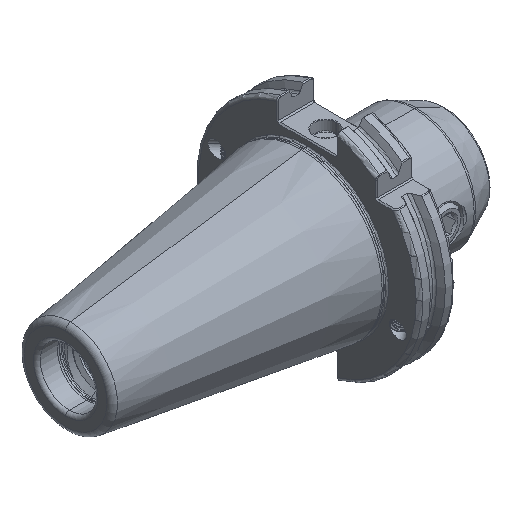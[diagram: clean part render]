
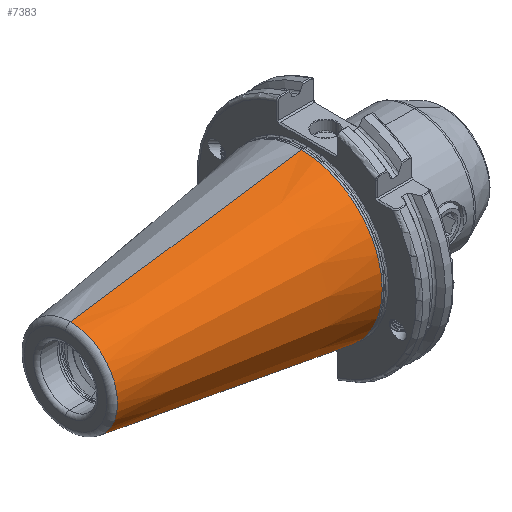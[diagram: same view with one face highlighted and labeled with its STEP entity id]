
A CAD part, isometric view. The second image highlights one B-rep face of the part: STEP entity #7383.
In plain terms, the highlighted conical face has half-angle 8.297 degrees and reference radius 35.392 mm.
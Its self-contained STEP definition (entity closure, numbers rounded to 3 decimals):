
#1951 = AXIS2_PLACEMENT_3D ( 'NONE', #29407, #29415, #29408 ) ;
#1991 = AXIS2_PLACEMENT_3D ( 'NONE', #22605, #22607, #22638 ) ;
#2069 = AXIS2_PLACEMENT_3D ( 'NONE', #19094, #19099, #19021 ) ;
#2089 = AXIS2_PLACEMENT_3D ( 'NONE', #19302, #19245, #19251 ) ;
#7383 = ADVANCED_FACE ( 'NONE', ( #20688 ), #20660, .T. ) ;
#14263 = CIRCLE ( 'NONE', #2069, 20.399 ) ;
#14289 = CIRCLE ( 'NONE', #2089, 35.027 ) ;
#14565 = VECTOR ( 'NONE', #21609, 1000. ) ;
#14597 = LINE ( 'NONE', #21647, #14565 ) ;
#17539 = CARTESIAN_POINT ( 'NONE',  ( -102.811, 0., -20.399 ) ) ;
#17542 = CARTESIAN_POINT ( 'NONE',  ( -2.5, 0., 35.027 ) ) ;
#17588 = CARTESIAN_POINT ( 'NONE',  ( -2.5, 0., -35.027 ) ) ;
#17618 = CARTESIAN_POINT ( 'NONE',  ( -102.811, 0., 20.399 ) ) ;
#17641 = CARTESIAN_POINT ( 'NONE',  ( -2.5, -35.027, 0. ) ) ;
#19021 = DIRECTION ( 'NONE',  ( 0., 0., 1. ) ) ;
#19094 = CARTESIAN_POINT ( 'NONE',  ( -102.811, 0., 0. ) ) ;
#19099 = DIRECTION ( 'NONE',  ( 1., 0., 0. ) ) ;
#19245 = DIRECTION ( 'NONE',  ( 1., 0., 0. ) ) ;
#19251 = DIRECTION ( 'NONE',  ( 0., 1., 0. ) ) ;
#19302 = CARTESIAN_POINT ( 'NONE',  ( -2.5, 0., 0. ) ) ;
#20660 = CONICAL_SURFACE ( 'NONE', #1951, 35.392, 0.145 ) ;
#20688 = FACE_OUTER_BOUND ( 'NONE', #27897, .T. ) ;
#20751 = LINE ( 'NONE', #22009, #20752 ) ;
#20752 = VECTOR ( 'NONE', #22031, 1000. ) ;
#20767 = CIRCLE ( 'NONE', #1991, 35.027 ) ;
#21609 = DIRECTION ( 'NONE',  ( 0.99, 0., -0.144 ) ) ;
#21647 = CARTESIAN_POINT ( 'NONE',  ( 0., 0., -35.392 ) ) ;
#22009 = CARTESIAN_POINT ( 'NONE',  ( 0., 0., 35.392 ) ) ;
#22031 = DIRECTION ( 'NONE',  ( 0.99, 0., 0.144 ) ) ;
#22605 = CARTESIAN_POINT ( 'NONE',  ( -2.5, 0., 0. ) ) ;
#22607 = DIRECTION ( 'NONE',  ( 1., 0., 0. ) ) ;
#22638 = DIRECTION ( 'NONE',  ( 0., 1., 0. ) ) ;
#25130 = EDGE_CURVE ( 'NONE', #36321, #36256, #20751, .T. ) ;
#25151 = EDGE_CURVE ( 'NONE', #36256, #36317, #20767, .T. ) ;
#25271 = EDGE_CURVE ( 'NONE', #36249, #36281, #14597, .T. ) ;
#25812 = EDGE_CURVE ( 'NONE', #36321, #36249, #14263, .T. ) ;
#25863 = EDGE_CURVE ( 'NONE', #36317, #36281, #14289, .T. ) ;
#27176 = ORIENTED_EDGE ( 'NONE', *, *, #25812, .T. ) ;
#27192 = ORIENTED_EDGE ( 'NONE', *, *, #25271, .T. ) ;
#27206 = ORIENTED_EDGE ( 'NONE', *, *, #25151, .F. ) ;
#27274 = ORIENTED_EDGE ( 'NONE', *, *, #25130, .F. ) ;
#27280 = ORIENTED_EDGE ( 'NONE', *, *, #25863, .F. ) ;
#27897 = EDGE_LOOP ( 'NONE', ( #27274, #27176, #27192, #27280, #27206 ) ) ;
#29407 = CARTESIAN_POINT ( 'NONE',  ( 0., 0., 0. ) ) ;
#29408 = DIRECTION ( 'NONE',  ( 0., 0., -1. ) ) ;
#29415 = DIRECTION ( 'NONE',  ( 1., 0., 0. ) ) ;
#36249 = VERTEX_POINT ( 'NONE', #17539 ) ;
#36256 = VERTEX_POINT ( 'NONE', #17542 ) ;
#36281 = VERTEX_POINT ( 'NONE', #17588 ) ;
#36317 = VERTEX_POINT ( 'NONE', #17641 ) ;
#36321 = VERTEX_POINT ( 'NONE', #17618 ) ;
